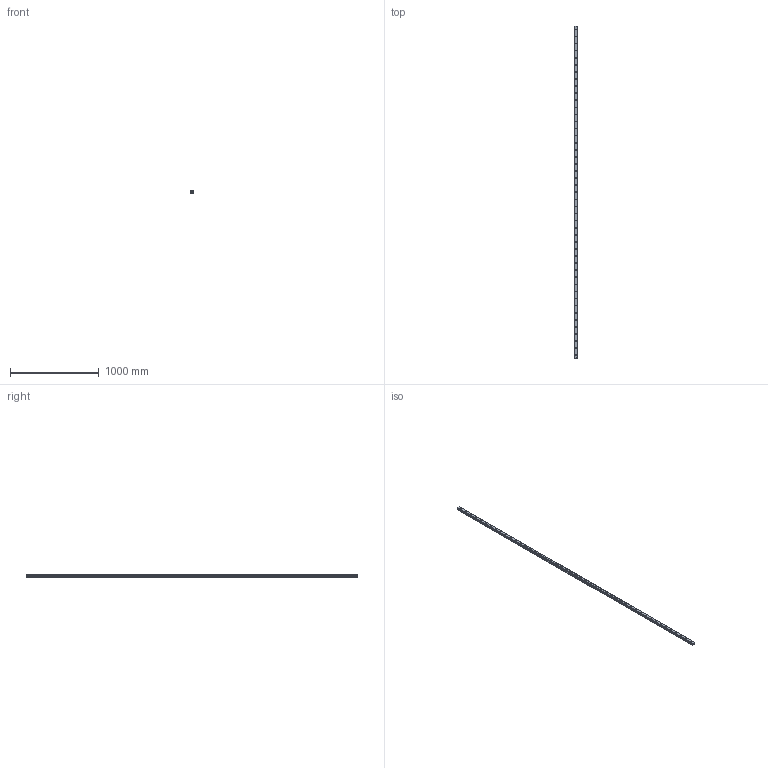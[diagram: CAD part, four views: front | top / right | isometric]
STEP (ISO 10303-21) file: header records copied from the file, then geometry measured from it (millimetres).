
FILE_DESCRIPTION(('STEP AP214'),'1');
FILE_NAME('cctmp_2607FD56-3149-4936-83CB-225A5B4D167B_2020_7_6_14_54_12_786..stp','2020-07-06T12:54:13',('HIWIN GmbH'),('CADClick - www.CADClick.com'),'Spatial InterOp 3D',' ','unknown authorization');
FILE_SCHEMA(('AUTOMOTIVE_DESIGN'));
Length unit declared in the file: millimetre
Products named in the file (1): HGR35R3750H_FILE
Bounding box: 34 x 3750 x 29 mm (x, y, z)
Volume: 3064106.2 mm3; surface area: 542790 mm2
Topology: 1 solids, 1 shells, 538 faces, 1173 edges, 782 vertices
Faces by surface type: cylinder 304, plane 234
Entity records: 19313 total; most frequent: DIRECTION 2859, CARTESIAN_POINT 2494, ORIENTED_EDGE 2346, EDGE_CURVE 1173, AXIS2_PLACEMENT_3D 1147, VERTEX_POINT 782, EDGE_LOOP 683, CIRCLE 608
